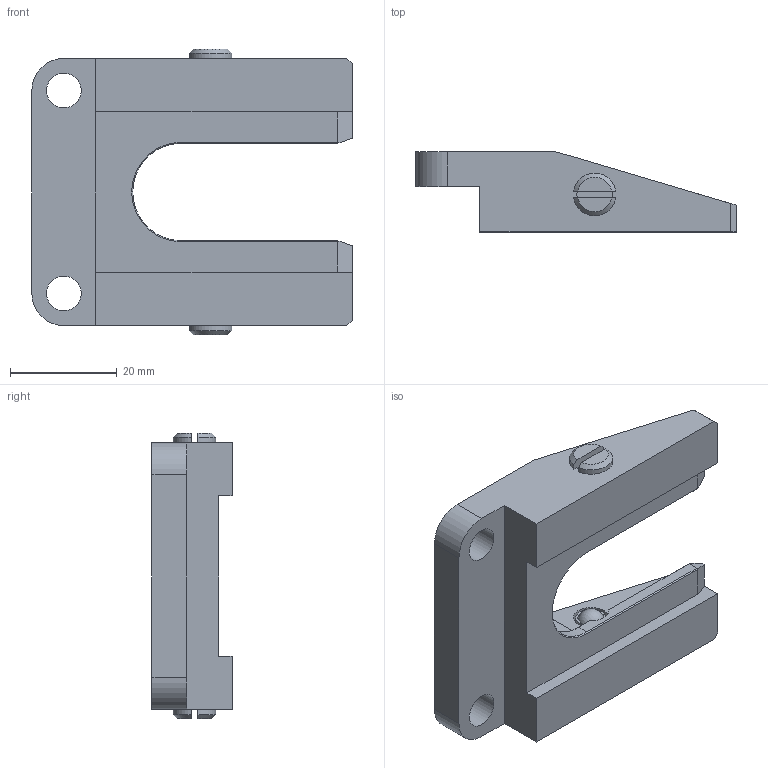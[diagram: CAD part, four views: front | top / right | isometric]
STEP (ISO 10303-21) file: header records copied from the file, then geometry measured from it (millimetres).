
FILE_DESCRIPTION(/* description */ ('ER 16 WS'),/* implementation_level */ '2;1');
FILE_NAME(/* name */ '60036025.stp',/* time_stamp */ '2024-04-12T09:50:52+02:00',/* author */ ('DSteinicke'),/* organization */ (''),/* preprocessor_version */ 'ST-DEVELOPER v20',/* originating_system */ 'Autodesk Inventor 2024',/* authorisation */ '');
FILE_SCHEMA (('AUTOMOTIVE_DESIGN { 1 0 10303 214 3 1 1 }'));
Length unit declared in the file: millimetre
Products named in the file (1): 60036025
Bounding box: 60 x 15 x 53.5 mm (x, y, z)
Volume: 20448.5 mm3; surface area: 8275.8 mm2
Topology: 1 solids, 3 shells, 94 faces, 242 edges, 158 vertices
Faces by surface type: plane 56, cylinder 22, cone 10, sphere 4, bspline 2
Full cylindrical faces by diameter (mm): 4.98 x4, 5.7 x2, 6.5 x2, 6.647 x2
Entity records: 3041 total; most frequent: CARTESIAN_POINT 565, ORIENTED_EDGE 484, DIRECTION 482, EDGE_CURVE 242, AXIS2_PLACEMENT_3D 161, LINE 160, VECTOR 160, VERTEX_POINT 158
